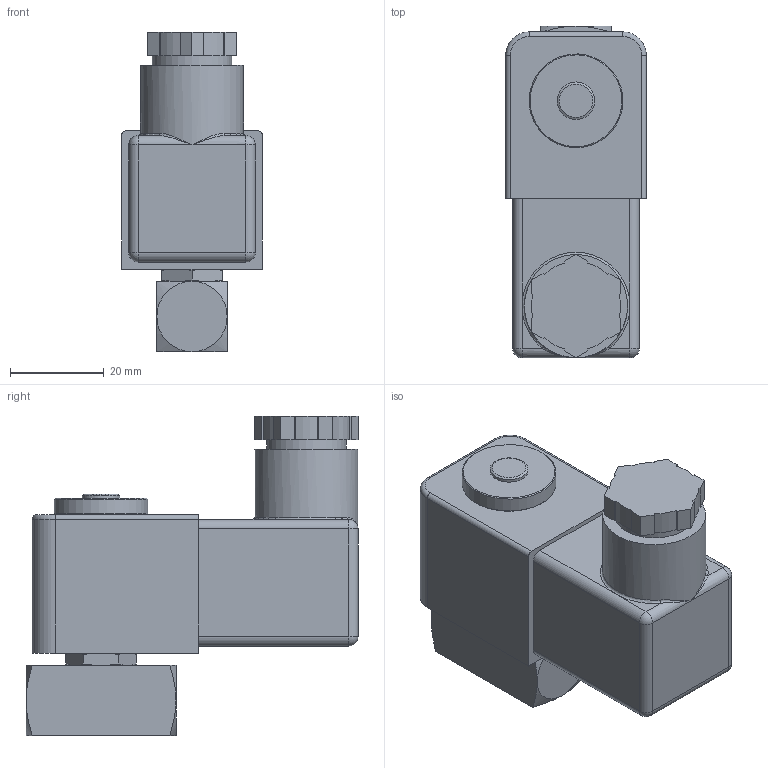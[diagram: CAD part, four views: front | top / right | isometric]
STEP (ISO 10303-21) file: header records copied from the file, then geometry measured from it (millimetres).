
FILE_DESCRIPTION(/* description */ ('A5230/1002/.182 0-50 bar G1/8 - stp Datei'),/* implementation_level */ '2;1');
FILE_NAME(/* name */ '052.000498_A5230-1002-.182.stp',/* time_stamp */ '2018-04-20T10:26:59+02:00',/* author */ ('EFast'),/* organization */ (''),/* preprocessor_version */ 'ST-DEVELOPER v16.1',/* originating_system */ 'Autodesk Inventor 2016',/* authorisation */ '');
FILE_SCHEMA (('AUTOMOTIVE_DESIGN { 1 0 10303 214 3 1 1 }'));
Length unit declared in the file: millimetre
Products named in the file (1): 90-009100
Bounding box: 30 x 70.8 x 68.1 mm (x, y, z)
Volume: 72057.4 mm3; surface area: 13356 mm2
Topology: 1 solids, 1 shells, 110 faces, 264 edges, 157 vertices
Faces by surface type: plane 54, cylinder 24, cone 23, sphere 4, torus 3, bspline 2
Full cylindrical faces by diameter (mm): 8 x1, 17 x1, 20 x1, 22 x1
Entity records: 3141 total; most frequent: CARTESIAN_POINT 721, DIRECTION 499, ORIENTED_EDGE 498, EDGE_CURVE 249, AXIS2_PLACEMENT_3D 185, VERTEX_POINT 155, LINE 129, VECTOR 129
